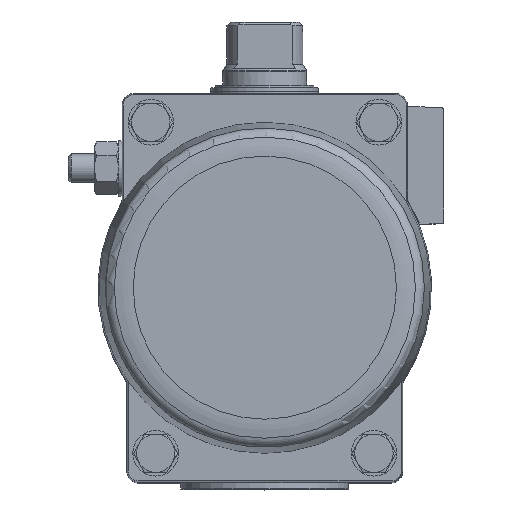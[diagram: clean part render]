
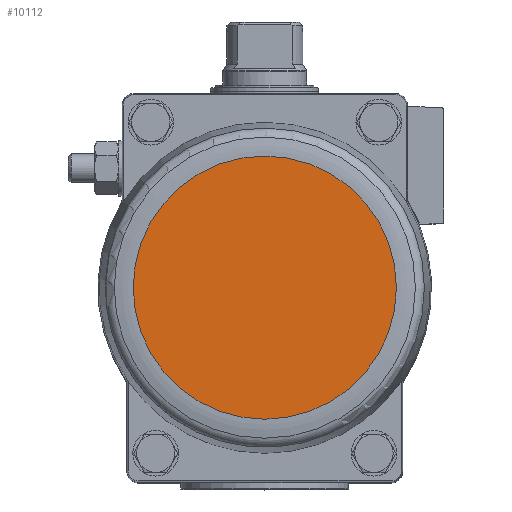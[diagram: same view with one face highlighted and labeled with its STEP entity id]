
A CAD part, top view. The second image highlights one B-rep face of the part: STEP entity #10112.
In plain terms, the highlighted planar face has unit normal (0, 0, 1).
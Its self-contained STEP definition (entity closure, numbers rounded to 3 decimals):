
#3501=ORIENTED_EDGE('',*,*,#5442,.T.);
#5442=EDGE_CURVE('',#6578,#6578,#7256,.T.);
#6578=VERTEX_POINT('',#17274);
#7256=CIRCLE('',#11447,54.85);
#8049=EDGE_LOOP('',(#3501));
#9010=FACE_BOUND('',#8049,.T.);
#9584=PLANE('',#11448);
#10112=ADVANCED_FACE('',(#9010),#9584,.F.);
#11447=AXIS2_PLACEMENT_3D('',#17273,#13779,#13780);
#11448=AXIS2_PLACEMENT_3D('',#17275,#13781,#13782);
#13779=DIRECTION('',(0.,0.,1.));
#13780=DIRECTION('',(1.,0.,0.));
#13781=DIRECTION('',(0.,0.,-1.));
#13782=DIRECTION('',(-1.,0.,0.));
#17273=CARTESIAN_POINT('',(0.,0.,167.2));
#17274=CARTESIAN_POINT('',(54.85,0.,167.2));
#17275=CARTESIAN_POINT('',(54.85,0.,167.2));
